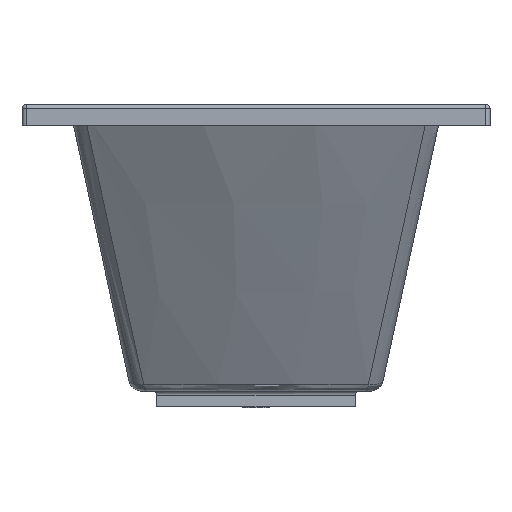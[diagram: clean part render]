
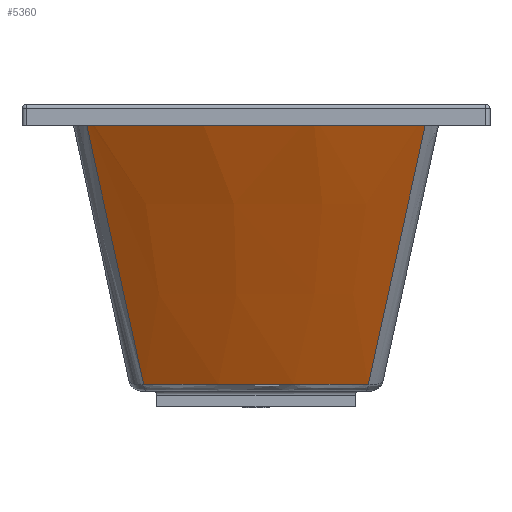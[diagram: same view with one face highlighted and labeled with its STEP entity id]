
A CAD part, left-side view. The second image highlights one B-rep face of the part: STEP entity #5360.
In plain terms, the highlighted free-form (B-spline) face has degree [3, 3] with [8, 4] control points.
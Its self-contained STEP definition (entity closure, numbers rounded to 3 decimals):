
#4742=CARTESIAN_POINT('',(1.884,5.179,-15.675));
#4743=VERTEX_POINT('',#4742);
#4744=CARTESIAN_POINT('',(0.62,9.03,-15.1));
#4745=VERTEX_POINT('',#4744);
#4746=CARTESIAN_POINT('',(1.884,5.179,-15.675));
#4747=CARTESIAN_POINT('',(1.782,5.424,-15.599));
#4748=CARTESIAN_POINT('',(1.684,5.673,-15.531));
#4749=CARTESIAN_POINT('',(1.207,6.927,-15.226));
#4750=CARTESIAN_POINT('',(0.882,7.963,-15.1));
#4751=CARTESIAN_POINT('',(0.62,9.03,-15.1));
#4752=B_SPLINE_CURVE_WITH_KNOTS('',3,(#4746,#4747,#4748,#4749,#4750,#4751),.UNSPECIFIED.,.F.,.U.,(4,2,4),(3.546,3.658,4.103),.UNSPECIFIED.);
#4753=EDGE_CURVE('',#4743,#4745,#4752,.T.);
#4815=CARTESIAN_POINT('',(0.62,552.044,-15.1));
#4816=VERTEX_POINT('',#4815);
#4817=CARTESIAN_POINT('',(0.62,9.03,-15.1));
#4818=CARTESIAN_POINT('',(-21.23,97.878,-15.122));
#4819=CARTESIAN_POINT('',(-32.275,189.04,-15.132));
#4820=CARTESIAN_POINT('',(-32.275,372.032,-15.132));
#4821=CARTESIAN_POINT('',(-21.23,463.195,-15.122));
#4822=CARTESIAN_POINT('',(0.62,552.044,-15.1));
#4823=B_SPLINE_CURVE_WITH_KNOTS('',3,(#4817,#4818,#4819,#4820,#4821,#4822),.UNSPECIFIED.,.F.,.U.,(4,2,4),(0.0,27.449,54.898),.UNSPECIFIED.);
#4824=EDGE_CURVE('',#4745,#4816,#4823,.T.);
#4868=CARTESIAN_POINT('',(1.884,555.895,-15.675));
#4869=VERTEX_POINT('',#4868);
#4897=CARTESIAN_POINT('',(0.62,552.044,-15.1));
#4898=CARTESIAN_POINT('',(0.95,553.388,-15.1));
#4899=CARTESIAN_POINT('',(1.377,554.674,-15.3));
#4900=CARTESIAN_POINT('',(1.884,555.895,-15.675));
#4901=B_SPLINE_CURVE_WITH_KNOTS('',3,(#4897,#4898,#4899,#4900),.UNSPECIFIED.,.F.,.U.,(4,4),(0.0,0.415),.UNSPECIFIED.);
#4902=EDGE_CURVE('',#4816,#4869,#4901,.T.);
#5289=CARTESIAN_POINT('',(1.603,556.012,-15.1));
#5290=CARTESIAN_POINT('',(-4.821,530.302,-15.1));
#5291=CARTESIAN_POINT('',(-21.396,452.501,-15.1));
#5292=CARTESIAN_POINT('',(-35.31,320.407,-15.1));
#5293=CARTESIAN_POINT('',(-30.663,187.663,-15.1));
#5294=CARTESIAN_POINT('',(-15.867,82.636,-15.1));
#5295=CARTESIAN_POINT('',(-4.82,30.767,-15.1));
#5296=CARTESIAN_POINT('',(1.604,5.058,-15.1));
#5297=CARTESIAN_POINT('',(72.345,526.774,-159.819));
#5298=CARTESIAN_POINT('',(66.822,503.76,-159.819));
#5299=CARTESIAN_POINT('',(52.578,434.158,-159.819));
#5300=CARTESIAN_POINT('',(40.626,316.142,-159.819));
#5301=CARTESIAN_POINT('',(44.617,197.587,-159.819));
#5302=CARTESIAN_POINT('',(57.329,103.711,-159.819));
#5303=CARTESIAN_POINT('',(66.824,57.31,-159.819));
#5304=CARTESIAN_POINT('',(72.346,34.296,-159.819));
#5305=CARTESIAN_POINT('',(143.086,497.537,-304.539));
#5306=CARTESIAN_POINT('',(138.466,477.218,-304.539));
#5307=CARTESIAN_POINT('',(126.552,415.816,-304.539));
#5308=CARTESIAN_POINT('',(116.562,311.878,-304.539));
#5309=CARTESIAN_POINT('',(119.897,207.51,-304.539));
#5310=CARTESIAN_POINT('',(130.526,124.787,-304.539));
#5311=CARTESIAN_POINT('',(138.467,83.852,-304.539));
#5312=CARTESIAN_POINT('',(143.087,63.534,-304.539));
#5313=CARTESIAN_POINT('',(213.827,468.3,-449.259));
#5314=CARTESIAN_POINT('',(210.11,450.676,-449.259));
#5315=CARTESIAN_POINT('',(200.526,397.474,-449.259));
#5316=CARTESIAN_POINT('',(192.498,307.613,-449.259));
#5317=CARTESIAN_POINT('',(195.178,217.434,-449.259));
#5318=CARTESIAN_POINT('',(203.722,145.863,-449.259));
#5319=CARTESIAN_POINT('',(210.11,110.395,-449.259));
#5320=CARTESIAN_POINT('',(213.828,92.771,-449.259));
#5321=B_SPLINE_SURFACE_WITH_KNOTS('',3,3,((#5289,#5297,#5305,#5313),(#5290,#5298,#5306,#5314),(#5291,#5299,#5307,#5315),(#5292,#5300,#5308,#5316),(#5293,#5301,#5309,#5317),(#5294,#5302,#5310,#5318),(#5295,#5303,#5311,#5319),(#5296,#5304,#5312,#5320)),.UNSPECIFIED.,.F.,.F.,.U.,(4,1,1,1,1,4),(4,4),(0.037,0.169,0.434,0.699,0.831,0.963),(0.033,0.977),.UNSPECIFIED.);
#5322=ORIENTED_EDGE('',*,*,#4753,.T.);
#5323=ORIENTED_EDGE('',*,*,#4824,.T.);
#5324=ORIENTED_EDGE('',*,*,#4902,.T.);
#5325=CARTESIAN_POINT('',(212.192,460.451,-449.229));
#5326=VERTEX_POINT('',#5325);
#5327=CARTESIAN_POINT('',(212.192,460.451,-449.229));
#5328=CARTESIAN_POINT('',(172.252,478.644,-367.042));
#5329=CARTESIAN_POINT('',(102.134,510.494,-222.538));
#5330=CARTESIAN_POINT('',(32.075,542.231,-77.987));
#5331=CARTESIAN_POINT('',(1.884,555.895,-15.675));
#5332=B_SPLINE_CURVE_WITH_KNOTS('',3,(#5327,#5328,#5329,#5330,#5331),.UNSPECIFIED.,.F.,.U.,(4,1,4),(-50.894,-22.947,-1.775),.UNSPECIFIED.);
#5333=EDGE_CURVE('',#5326,#4869,#5332,.T.);
#5334=ORIENTED_EDGE('',*,*,#5333,.F.);
#5335=CARTESIAN_POINT('',(212.192,100.623,-449.229));
#5336=VERTEX_POINT('',#5335);
#5337=CARTESIAN_POINT('',(212.192,100.623,-449.229));
#5338=CARTESIAN_POINT('',(208.805,117.42,-449.233));
#5339=CARTESIAN_POINT('',(202.963,151.296,-449.241));
#5340=CARTESIAN_POINT('',(197.072,202.737,-449.248));
#5341=CARTESIAN_POINT('',(194.605,245.923,-449.251));
#5342=CARTESIAN_POINT('',(193.864,297.844,-449.252));
#5343=CARTESIAN_POINT('',(196.089,349.765,-449.249));
#5344=CARTESIAN_POINT('',(202.963,409.779,-449.241));
#5345=CARTESIAN_POINT('',(208.805,443.655,-449.233));
#5346=CARTESIAN_POINT('',(212.192,460.451,-449.229));
#5347=B_SPLINE_CURVE_WITH_KNOTS('',3,(#5337,#5338,#5339,#5340,#5341,#5342,#5343,#5344,#5345,#5346),.UNSPECIFIED.,.F.,.U.,(4,1,1,1,1,1,1,4),(-35.281,-30.241,-25.201,-20.161,-17.64,-10.08,-5.04,0.0),.UNSPECIFIED.);
#5348=EDGE_CURVE('',#5336,#5326,#5347,.T.);
#5349=ORIENTED_EDGE('',*,*,#5348,.F.);
#5350=CARTESIAN_POINT('',(1.884,5.179,-15.675));
#5351=CARTESIAN_POINT('',(32.075,18.844,-77.987));
#5352=CARTESIAN_POINT('',(102.134,50.581,-222.538));
#5353=CARTESIAN_POINT('',(172.252,82.431,-367.042));
#5354=CARTESIAN_POINT('',(212.192,100.623,-449.229));
#5355=B_SPLINE_CURVE_WITH_KNOTS('',3,(#5350,#5351,#5352,#5353,#5354),.UNSPECIFIED.,.F.,.U.,(4,1,4),(-50.34,-29.168,-1.221),.UNSPECIFIED.);
#5356=EDGE_CURVE('',#4743,#5336,#5355,.T.);
#5357=ORIENTED_EDGE('',*,*,#5356,.F.);
#5358=EDGE_LOOP('',(#5322,#5323,#5324,#5334,#5349,#5357));
#5359=FACE_OUTER_BOUND('',#5358,.T.);
#5360=ADVANCED_FACE('',(#5359),#5321,.F.);
